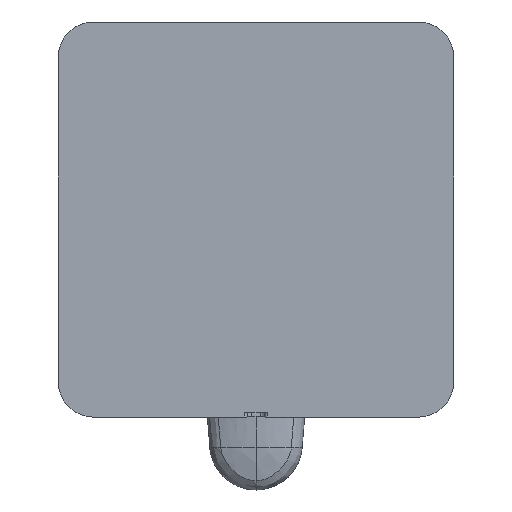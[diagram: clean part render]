
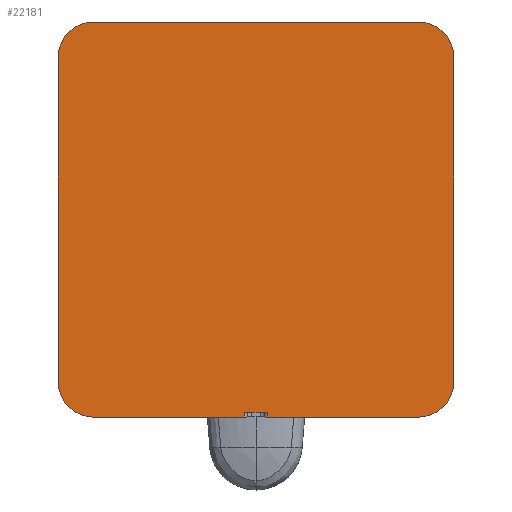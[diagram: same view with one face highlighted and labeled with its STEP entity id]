
A CAD part, left-side view. The second image highlights one B-rep face of the part: STEP entity #22181.
In plain terms, the highlighted face is planar.
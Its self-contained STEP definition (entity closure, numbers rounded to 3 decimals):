
#12296=CARTESIAN_POINT(' ',(4.916,-85.,0.));
#12297=VERTEX_POINT(' ',#12296);
#12311=CARTESIAN_POINT(' ',(70.,-85.,0.));
#12316=DIRECTION(' ',(-1.,0.,0.));
#12321=VECTOR(' ',#12316,1.);
#12326=LINE('',#12311,#12321);
#12331=CARTESIAN_POINT(' ',(70.,-85.,0.));
#12332=VERTEX_POINT(' ',#12331);
#12336=EDGE_CURVE(' ',#12332,#12297,#12326,.T.);
#12406=CARTESIAN_POINT(' ',(-70.,-85.,0.));
#12407=VERTEX_POINT(' ',#12406);
#12421=CARTESIAN_POINT(' ',(-4.916,-85.,0.));
#12426=DIRECTION(' ',(-1.,0.,0.));
#12431=VECTOR(' ',#12426,1.);
#12436=LINE('',#12421,#12431);
#12441=CARTESIAN_POINT(' ',(-4.916,-85.,0.));
#12442=VERTEX_POINT(' ',#12441);
#12446=EDGE_CURVE(' ',#12442,#12407,#12436,.T.);
#12551=CARTESIAN_POINT(' ',(70.,-70.,0.));
#12556=DIRECTION(' ',(0.,0.,1.));
#12561=DIRECTION(' ',(0.,-1.,0.));
#12566=AXIS2_PLACEMENT_3D(' ',#12551,#12556,#12561);
#12571=CIRCLE('',#12566,15.);
#12576=CARTESIAN_POINT(' ',(85.,-70.,0.));
#12577=VERTEX_POINT(' ',#12576);
#12581=EDGE_CURVE(' ',#12332,#12577,#12571,.T.);
#12711=CARTESIAN_POINT(' ',(85.,-70.,0.));
#12716=DIRECTION(' ',(0.,1.,0.));
#12721=VECTOR(' ',#12716,1.);
#12726=LINE('',#12711,#12721);
#12731=CARTESIAN_POINT(' ',(85.,70.,0.));
#12732=VERTEX_POINT(' ',#12731);
#12736=EDGE_CURVE(' ',#12577,#12732,#12726,.T.);
#20996=CARTESIAN_POINT(' ',(-85.,70.,0.));
#20997=VERTEX_POINT(' ',#20996);
#21011=CARTESIAN_POINT(' ',(-85.,-70.,0.));
#21016=DIRECTION(' ',(0.,1.,0.));
#21021=VECTOR(' ',#21016,1.);
#21026=LINE('',#21011,#21021);
#21031=CARTESIAN_POINT(' ',(-85.,-70.,0.));
#21032=VERTEX_POINT(' ',#21031);
#21036=EDGE_CURVE(' ',#21032,#20997,#21026,.T.);
#21146=CARTESIAN_POINT(' ',(-70.,-70.,0.));
#21151=DIRECTION(' ',(0.,0.,1.));
#21156=DIRECTION(' ',(-1.,0.,0.));
#21161=AXIS2_PLACEMENT_3D(' ',#21146,#21151,#21156);
#21166=CIRCLE('',#21161,15.);
#21171=EDGE_CURVE(' ',#21032,#12407,#21166,.T.);
#21876=CARTESIAN_POINT(' ',(4.916,-82.997,0.));
#21877=VERTEX_POINT(' ',#21876);
#21891=CARTESIAN_POINT(' ',(4.916,-82.997,0.));
#21896=DIRECTION(' ',(0.,-1.,0.));
#21901=VECTOR(' ',#21896,1.);
#21906=LINE('',#21891,#21901);
#21911=EDGE_CURVE(' ',#21877,#12297,#21906,.T.);
#21936=DIRECTION(' ',(-0.,0.,-1.));
#21941=CARTESIAN_POINT(' ',(85.,-85.,0.));
#21946=DIRECTION(' ',(-1.,0.,0.));
#21951=AXIS2_PLACEMENT_3D(' ',#21941,#21936,#21946);
#21956=PLANE('',#21951);
#21961=ORIENTED_EDGE(' ',*,*,#12581,.F.);
#21966=ORIENTED_EDGE(' ',*,*,#12336,.T.);
#21971=ORIENTED_EDGE(' ',*,*,#21911,.F.);
#21976=CARTESIAN_POINT(' ',(4.916,-82.997,0.));
#21981=DIRECTION(' ',(-1.,0.,0.));
#21986=VECTOR(' ',#21981,1.);
#21991=LINE('',#21976,#21986);
#21996=CARTESIAN_POINT(' ',(-4.916,-82.997,0.));
#21997=VERTEX_POINT(' ',#21996);
#22001=EDGE_CURVE(' ',#21877,#21997,#21991,.T.);
#22006=ORIENTED_EDGE(' ',*,*,#22001,.T.);
#22011=CARTESIAN_POINT(' ',(-4.916,-82.997,0.));
#22016=DIRECTION(' ',(0.,-1.,0.));
#22021=VECTOR(' ',#22016,1.);
#22026=LINE('',#22011,#22021);
#22031=EDGE_CURVE(' ',#21997,#12442,#22026,.T.);
#22036=ORIENTED_EDGE(' ',*,*,#22031,.T.);
#22041=ORIENTED_EDGE(' ',*,*,#12446,.T.);
#22046=ORIENTED_EDGE(' ',*,*,#21171,.F.);
#22051=ORIENTED_EDGE(' ',*,*,#21036,.T.);
#22056=CARTESIAN_POINT(' ',(-70.,70.,0.));
#22061=DIRECTION(' ',(0.,0.,1.));
#22066=DIRECTION(' ',(0.,1.,0.));
#22071=AXIS2_PLACEMENT_3D(' ',#22056,#22061,#22066);
#22076=CIRCLE('',#22071,15.);
#22081=CARTESIAN_POINT(' ',(-70.,85.,0.));
#22082=VERTEX_POINT(' ',#22081);
#22086=EDGE_CURVE(' ',#22082,#20997,#22076,.T.);
#22091=ORIENTED_EDGE(' ',*,*,#22086,.F.);
#22096=CARTESIAN_POINT(' ',(70.,85.,0.));
#22101=DIRECTION(' ',(-1.,0.,0.));
#22106=VECTOR(' ',#22101,1.);
#22111=LINE('',#22096,#22106);
#22116=CARTESIAN_POINT(' ',(70.,85.,0.));
#22117=VERTEX_POINT(' ',#22116);
#22121=EDGE_CURVE(' ',#22117,#22082,#22111,.T.);
#22126=ORIENTED_EDGE(' ',*,*,#22121,.F.);
#22131=CARTESIAN_POINT(' ',(70.,70.,0.));
#22136=DIRECTION(' ',(0.,0.,1.));
#22141=DIRECTION(' ',(1.,0.,0.));
#22146=AXIS2_PLACEMENT_3D(' ',#22131,#22136,#22141);
#22151=CIRCLE('',#22146,15.);
#22156=EDGE_CURVE(' ',#12732,#22117,#22151,.T.);
#22161=ORIENTED_EDGE(' ',*,*,#22156,.F.);
#22166=ORIENTED_EDGE(' ',*,*,#12736,.F.);
#22171=EDGE_LOOP(' ',(#21961,#21966,#21971,#22006,#22036,#22041,#22046,#22051,#22091,#22126,#22161,#22166));
#22176=FACE_OUTER_BOUND(' ',#22171,.T.);
#22181=ADVANCED_FACE('',(#22176),#21956,.T.);
